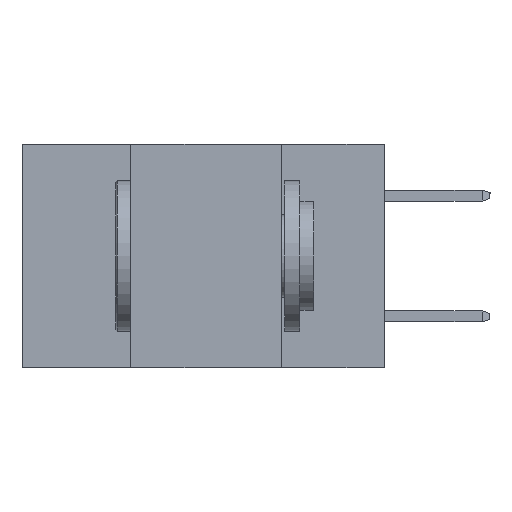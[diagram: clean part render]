
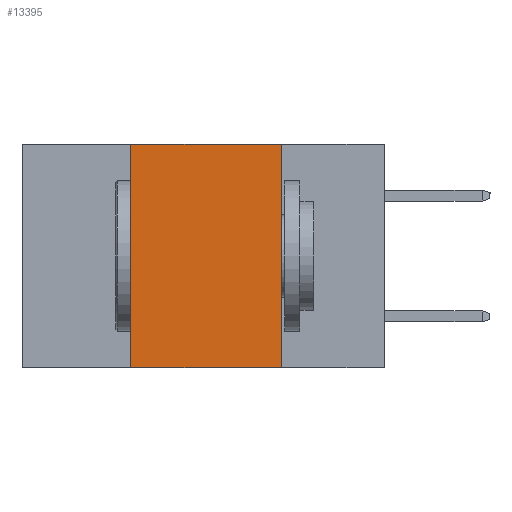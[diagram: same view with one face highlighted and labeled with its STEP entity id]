
A CAD part, left-side view. The second image highlights one B-rep face of the part: STEP entity #13395.
In plain terms, the highlighted planar face has unit normal (-1, 0, 0).
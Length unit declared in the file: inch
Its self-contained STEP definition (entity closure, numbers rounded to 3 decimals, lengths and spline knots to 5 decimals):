
#151 = CARTESIAN_POINT ( 'NONE',  ( 0., 0.6, -0.37 ) ) ;
#271 = EDGE_LOOP ( 'NONE', ( #7926, #2749, #6971, #1110 ) ) ;
#823 = CARTESIAN_POINT ( 'NONE',  ( 0., 0.42, -0.37 ) ) ;
#830 = CARTESIAN_POINT ( 'NONE',  ( 0., 0.6, 0. ) ) ;
#1110 = ORIENTED_EDGE ( 'NONE', *, *, #4148, .T. ) ;
#1175 = DIRECTION ( 'NONE',  ( 1., 0., 0. ) ) ;
#1920 = AXIS2_PLACEMENT_3D ( 'NONE', #11269, #1175, #5663 ) ;
#2286 = PLANE ( 'NONE',  #1920 ) ;
#2299 = LINE ( 'NONE', #151, #10754 ) ;
#2749 = ORIENTED_EDGE ( 'NONE', *, *, #7727, .F. ) ;
#2984 = LINE ( 'NONE', #12196, #9614 ) ;
#4148 = EDGE_CURVE ( 'NONE', #5337, #5058, #2299, .T. ) ;
#4647 = DIRECTION ( 'NONE',  ( 0., -1., 0. ) ) ;
#5007 = EDGE_CURVE ( 'NONE', #9811, #5058, #11437, .T. ) ;
#5058 = VERTEX_POINT ( 'NONE', #10124 ) ;
#5329 = LINE ( 'NONE', #830, #11331 ) ;
#5337 = VERTEX_POINT ( 'NONE', #823 ) ;
#5663 = DIRECTION ( 'NONE',  ( 0., 0., -1. ) ) ;
#5838 = CARTESIAN_POINT ( 'NONE',  ( 0., 0.17, -0.37 ) ) ;
#6734 = DIRECTION ( 'NONE',  ( 0., 0., -1. ) ) ;
#6971 = ORIENTED_EDGE ( 'NONE', *, *, #10450, .F. ) ;
#7281 = CARTESIAN_POINT ( 'NONE',  ( 0., 0.17, 0. ) ) ;
#7727 = EDGE_CURVE ( 'NONE', #13114, #9811, #5329, .T. ) ;
#7926 = ORIENTED_EDGE ( 'NONE', *, *, #5007, .F. ) ;
#8780 = DIRECTION ( 'NONE',  ( 0., -1., 0. ) ) ;
#9614 = VECTOR ( 'NONE', #14183, 39.37008 ) ;
#9811 = VERTEX_POINT ( 'NONE', #7281 ) ;
#10124 = CARTESIAN_POINT ( 'NONE',  ( 0., 0.17, -0.37 ) ) ;
#10450 = EDGE_CURVE ( 'NONE', #5337, #13114, #2984, .T. ) ;
#10754 = VECTOR ( 'NONE', #4647, 39.37008 ) ;
#11201 = FACE_OUTER_BOUND ( 'NONE', #271, .T. ) ;
#11269 = CARTESIAN_POINT ( 'NONE',  ( 0., 0.6, 0. ) ) ;
#11331 = VECTOR ( 'NONE', #8780, 39.37008 ) ;
#11437 = LINE ( 'NONE', #5838, #13572 ) ;
#12196 = CARTESIAN_POINT ( 'NONE',  ( 0., 0.42, -0.37 ) ) ;
#13114 = VERTEX_POINT ( 'NONE', #13632 ) ;
#13395 = ADVANCED_FACE ( 'NONE', ( #11201 ), #2286, .F. ) ;
#13572 = VECTOR ( 'NONE', #6734, 39.37008 ) ;
#13632 = CARTESIAN_POINT ( 'NONE',  ( 0., 0.42, 0. ) ) ;
#14183 = DIRECTION ( 'NONE',  ( 0., 0., 1. ) ) ;
